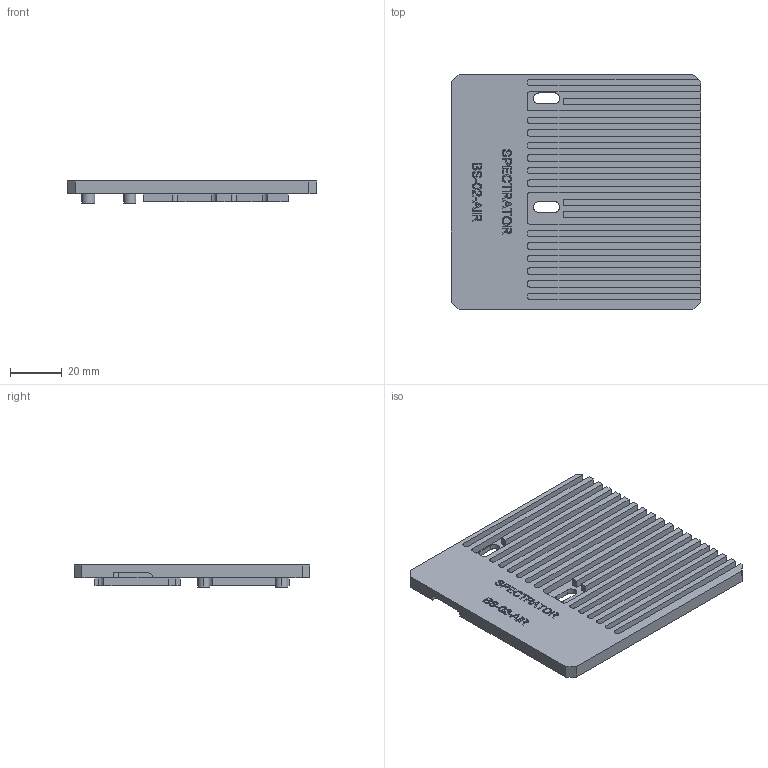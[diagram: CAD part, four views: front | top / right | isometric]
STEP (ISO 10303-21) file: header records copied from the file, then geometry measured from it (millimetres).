
FILE_DESCRIPTION (( 'STEP AP203' ), '1' );
FILE_NAME ('Radiator_AIR2.STEP', '2025-01-18T09:37:20', ( '' ), ( '' ), 'SwSTEP 2.0', 'SolidWorks 2024', '' );
FILE_SCHEMA (( 'CONFIG_CONTROL_DESIGN' ));
Length unit declared in the file: millimetre
Products named in the file (1): Radiator_AIR2
Bounding box: 96.35 x 91 x 8.5 mm (x, y, z)
Volume: 42344.8 mm3; surface area: 27941.5 mm2
Topology: 1 solids, 3 shells, 459 faces, 1247 edges, 831 vertices
Faces by surface type: plane 282, bspline 107, cylinder 70
Entity records: 20350 total; most frequent: CARTESIAN_POINT 9261, ORIENTED_EDGE 2494, DIRECTION 1881, EDGE_CURVE 1247, LINE 891, VECTOR 891, VERTEX_POINT 831, EDGE_LOOP 500
